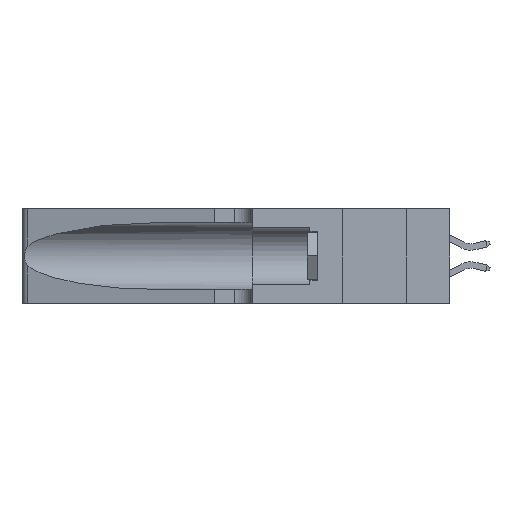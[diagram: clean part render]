
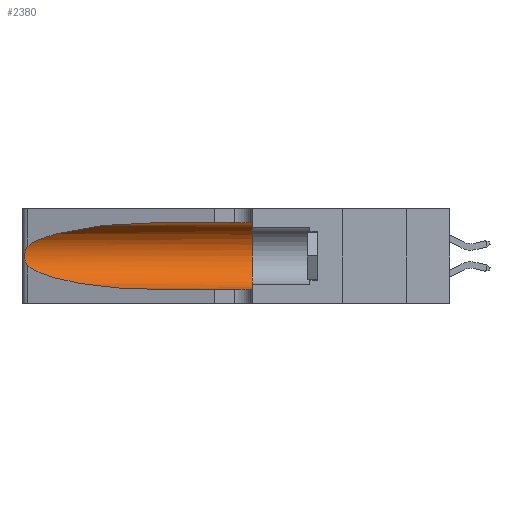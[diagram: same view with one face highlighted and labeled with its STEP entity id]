
A CAD part, left-side view. The second image highlights one B-rep face of the part: STEP entity #2380.
In plain terms, the highlighted cylindrical face has radius 3.308 mm (diameter 6.617 mm), a partial arc.
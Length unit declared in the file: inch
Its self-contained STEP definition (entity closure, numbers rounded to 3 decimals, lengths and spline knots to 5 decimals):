
#164 = LINE ( 'NONE', #40903, #33204 ) ;
#202 = ORIENTED_EDGE ( 'NONE', *, *, #32009, .F. ) ;
#1168 = CARTESIAN_POINT ( 'NONE',  ( 0.25787, 1.23484, 0.2124 ) ) ;
#1188 =( BOUNDED_CURVE ( )  B_SPLINE_CURVE ( 3, ( #29591, #38995, #26371, #10509 ),
 .UNSPECIFIED., .F., .T. ) 
 B_SPLINE_CURVE_WITH_KNOTS ( ( 4, 4 ),
 ( 1.5708, 2.84003 ),
 .UNSPECIFIED. ) 
 CURVE ( )  GEOMETRIC_REPRESENTATION_ITEM ( )  RATIONAL_B_SPLINE_CURVE ( ( 1., 0.87, 0.87, 1. ) ) 
 REPRESENTATION_ITEM ( '' )  );
#1410 = ORIENTED_EDGE ( 'NONE', *, *, #22922, .T. ) ;
#2380 = ADVANCED_FACE ( 'NONE', ( #41341 ), #14061, .F. ) ;
#2617 = EDGE_CURVE ( 'NONE', #22042, #31148, #1188, .T. ) ;
#2950 = EDGE_LOOP ( 'NONE', ( #7040, #1410, #10262, #10343, #202, #18005 ) ) ;
#3905 = CARTESIAN_POINT ( 'NONE',  ( 0.25487, 1.22718, 0.22369 ) ) ;
#4415 = CARTESIAN_POINT ( 'NONE',  ( 0.26018, 1.23835, 0.19895 ) ) ;
#5616 = AXIS2_PLACEMENT_3D ( 'NONE', #9401, #31675, #28498 ) ;
#6262 = CIRCLE ( 'NONE', #8998, 0.13025 ) ;
#7040 = ORIENTED_EDGE ( 'NONE', *, *, #2617, .T. ) ;
#7685 = CARTESIAN_POINT ( 'NONE',  ( 0.26075, 1.23896, 0.178 ) ) ;
#8280 = VERTEX_POINT ( 'NONE', #12405 ) ;
#8998 = AXIS2_PLACEMENT_3D ( 'NONE', #30709, #11664, #33875 ) ;
#9401 = CARTESIAN_POINT ( 'NONE',  ( 0.1305, 1.61858, 0.185 ) ) ;
#9846 = VERTEX_POINT ( 'NONE', #26192 ) ;
#10262 = ORIENTED_EDGE ( 'NONE', *, *, #39170, .T. ) ;
#10343 = ORIENTED_EDGE ( 'NONE', *, *, #32198, .T. ) ;
#10509 = CARTESIAN_POINT ( 'NONE',  ( 0.25487, 1.22718, 0.22369 ) ) ;
#10955 = CARTESIAN_POINT ( 'NONE',  ( 0.25856, 1.23593, 0.16098 ) ) ;
#11034 = CARTESIAN_POINT ( 'NONE',  ( 0.18966, 0.96281, 0.05475 ) ) ;
#11664 = DIRECTION ( 'NONE',  ( 0., 1., 0. ) ) ;
#12405 = CARTESIAN_POINT ( 'NONE',  ( 0.1305, 0.35, 0.05475 ) ) ;
#14061 = CYLINDRICAL_SURFACE ( 'NONE', #5616, 0.13025 ) ;
#14193 = CARTESIAN_POINT ( 'NONE',  ( 0.25639, 1.23186, 0.15144 ) ) ;
#17481 = CARTESIAN_POINT ( 'NONE',  ( 0.25487, 1.22718, 0.14631 ) ) ;
#18005 = ORIENTED_EDGE ( 'NONE', *, *, #39354, .F. ) ;
#20377 = CARTESIAN_POINT ( 'NONE',  ( 0.25555, 1.22994, 0.2215 ) ) ;
#20507 = CARTESIAN_POINT ( 'NONE',  ( 0.25639, 1.23184, 0.21858 ) ) ;
#21838 =( BOUNDED_CURVE ( )  B_SPLINE_CURVE ( 3, ( #26892, #30096, #11034, #33282 ),
 .UNSPECIFIED., .F., .F. ) 
 B_SPLINE_CURVE_WITH_KNOTS ( ( 4, 4 ),
 ( 3.44316, 4.71239 ),
 .UNSPECIFIED. ) 
 CURVE ( )  GEOMETRIC_REPRESENTATION_ITEM ( )  RATIONAL_B_SPLINE_CURVE ( ( 1., 0.87, 0.87, 1. ) ) 
 REPRESENTATION_ITEM ( '' )  );
#21980 = DIRECTION ( 'NONE',  ( 0., -1., 0. ) ) ;
#22042 = VERTEX_POINT ( 'NONE', #28150 ) ;
#22922 = EDGE_CURVE ( 'NONE', #31148, #34389, #24886, .T. ) ;
#23005 = CARTESIAN_POINT ( 'NONE',  ( 0.1305, 0.72297, 0.05475 ) ) ;
#23671 = CARTESIAN_POINT ( 'NONE',  ( 0.25854, 1.2359, 0.20912 ) ) ;
#24271 = LINE ( 'NONE', #34238, #40093 ) ;
#24886 = B_SPLINE_CURVE_WITH_KNOTS ( 'NONE', 3,
 ( #36237, #20377, #20507, #1168, #23671, #4415, #26819, #7685, #30026, #10955, #33208, #14193, #36365, #17481 ),
 .UNSPECIFIED., .F., .F.,
 ( 4, 2, 2, 2, 2, 2, 4 ),
 ( 0., 0.00027, 0.00053, 0.00107, 0.0016, 0.00187, 0.00214 ),
 .UNSPECIFIED. ) ;
#26192 = CARTESIAN_POINT ( 'NONE',  ( 0.1305, 0.35, 0.31525 ) ) ;
#26371 = CARTESIAN_POINT ( 'NONE',  ( 0.2373, 1.15595, 0.28018 ) ) ;
#26819 = CARTESIAN_POINT ( 'NONE',  ( 0.26075, 1.23896, 0.19203 ) ) ;
#26892 = CARTESIAN_POINT ( 'NONE',  ( 0.25487, 1.22718, 0.14631 ) ) ;
#28150 = CARTESIAN_POINT ( 'NONE',  ( 0.1305, 0.72297, 0.31525 ) ) ;
#28498 = DIRECTION ( 'NONE',  ( 0., 0., -1. ) ) ;
#29591 = CARTESIAN_POINT ( 'NONE',  ( 0.1305, 0.72297, 0.31525 ) ) ;
#30026 = CARTESIAN_POINT ( 'NONE',  ( 0.26017, 1.23833, 0.17102 ) ) ;
#30096 = CARTESIAN_POINT ( 'NONE',  ( 0.2373, 1.15595, 0.08982 ) ) ;
#30709 = CARTESIAN_POINT ( 'NONE',  ( 0.1305, 0.35, 0.185 ) ) ;
#31148 = VERTEX_POINT ( 'NONE', #3905 ) ;
#31675 = DIRECTION ( 'NONE',  ( 0., -1., 0. ) ) ;
#32009 = EDGE_CURVE ( 'NONE', #9846, #8280, #6262, .T. ) ;
#32198 = EDGE_CURVE ( 'NONE', #35823, #8280, #164, .T. ) ;
#33204 = VECTOR ( 'NONE', #21980, 39.37008 ) ;
#33208 = CARTESIAN_POINT ( 'NONE',  ( 0.25789, 1.23486, 0.15765 ) ) ;
#33282 = CARTESIAN_POINT ( 'NONE',  ( 0.1305, 0.72297, 0.05475 ) ) ;
#33875 = DIRECTION ( 'NONE',  ( 0., 0., 1. ) ) ;
#34238 = CARTESIAN_POINT ( 'NONE',  ( 0.1305, 1.61858, 0.31525 ) ) ;
#34389 = VERTEX_POINT ( 'NONE', #40631 ) ;
#35823 = VERTEX_POINT ( 'NONE', #23005 ) ;
#36237 = CARTESIAN_POINT ( 'NONE',  ( 0.25487, 1.22718, 0.22369 ) ) ;
#36365 = CARTESIAN_POINT ( 'NONE',  ( 0.25555, 1.22993, 0.14849 ) ) ;
#37415 = DIRECTION ( 'NONE',  ( 0., -1., 0. ) ) ;
#38995 = CARTESIAN_POINT ( 'NONE',  ( 0.18966, 0.96281, 0.31525 ) ) ;
#39170 = EDGE_CURVE ( 'NONE', #34389, #35823, #21838, .T. ) ;
#39354 = EDGE_CURVE ( 'NONE', #22042, #9846, #24271, .T. ) ;
#40093 = VECTOR ( 'NONE', #37415, 39.37008 ) ;
#40631 = CARTESIAN_POINT ( 'NONE',  ( 0.25487, 1.22718, 0.14631 ) ) ;
#40903 = CARTESIAN_POINT ( 'NONE',  ( 0.1305, 1.61858, 0.05475 ) ) ;
#41341 = FACE_OUTER_BOUND ( 'NONE', #2950, .T. ) ;
